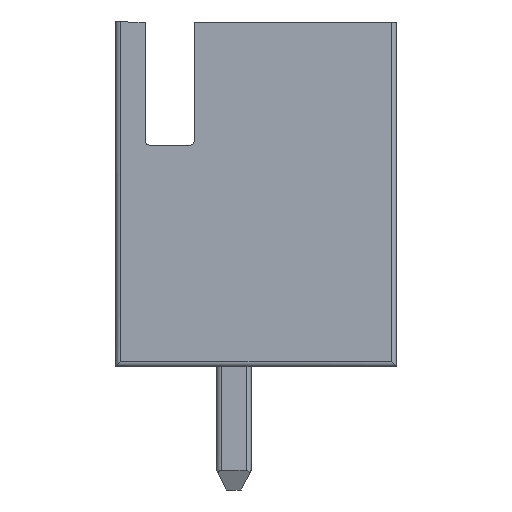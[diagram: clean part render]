
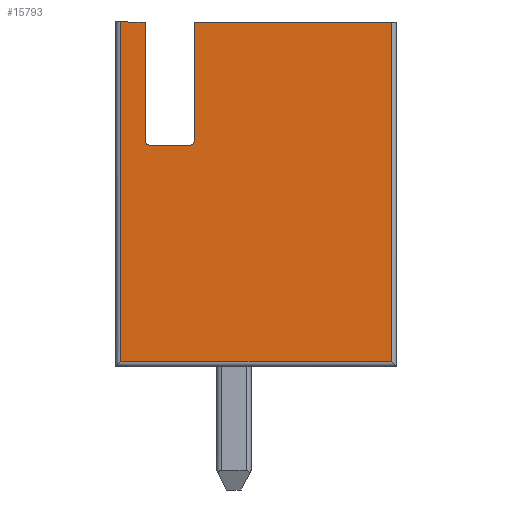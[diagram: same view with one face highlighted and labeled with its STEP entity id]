
A CAD part, left-side view. The second image highlights one B-rep face of the part: STEP entity #15793.
In plain terms, the highlighted planar face has unit normal (-1, 0, 0).
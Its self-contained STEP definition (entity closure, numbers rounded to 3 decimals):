
#607 = AXIS2_PLACEMENT_3D ( 'NONE', #8720, #4879, #13318 ) ;
#778 = DIRECTION ( 'NONE',  ( 0., 1., 0. ) ) ;
#961 = VERTEX_POINT ( 'NONE', #12685 ) ;
#1281 = EDGE_CURVE ( 'NONE', #4496, #3143, #10761, .T. ) ;
#1931 = CARTESIAN_POINT ( 'NONE',  ( -2.5, 5.1, 2.7 ) ) ;
#2067 = ORIENTED_EDGE ( 'NONE', *, *, #7597, .T. ) ;
#2205 = AXIS2_PLACEMENT_3D ( 'NONE', #14965, #9602, #6087 ) ;
#2525 = LINE ( 'NONE', #21177, #17891 ) ;
#2635 = VERTEX_POINT ( 'NONE', #11557 ) ;
#2703 = PLANE ( 'NONE',  #5714 ) ;
#2817 = ORIENTED_EDGE ( 'NONE', *, *, #3902, .T. ) ;
#2866 = ORIENTED_EDGE ( 'NONE', *, *, #15166, .T. ) ;
#3080 = DIRECTION ( 'NONE',  ( 0., 0., -1. ) ) ;
#3143 = VERTEX_POINT ( 'NONE', #10244 ) ;
#3314 = VECTOR ( 'NONE', #11570, 1000. ) ;
#3664 = EDGE_LOOP ( 'NONE', ( #2817, #19355, #18837, #21239, #20642, #10674, #2067, #2866, #14736, #20750 ) ) ;
#3753 = DIRECTION ( 'NONE',  ( 0., 0., -1. ) ) ;
#3902 = EDGE_CURVE ( 'NONE', #7287, #2635, #9568, .T. ) ;
#3977 = LINE ( 'NONE', #5438, #9391 ) ;
#4369 = CARTESIAN_POINT ( 'NONE',  ( -2.5, 5.1, -1.7 ) ) ;
#4496 = VERTEX_POINT ( 'NONE', #16333 ) ;
#4789 = DIRECTION ( 'NONE',  ( 0., -1., 0. ) ) ;
#4879 = DIRECTION ( 'NONE',  ( 1., 0., 0. ) ) ;
#5421 = EDGE_CURVE ( 'NONE', #2635, #20461, #18833, .T. ) ;
#5427 = CIRCLE ( 'NONE', #2205, 0.1 ) ;
#5438 = CARTESIAN_POINT ( 'NONE',  ( -2.5, 5., 5.2 ) ) ;
#5714 = AXIS2_PLACEMENT_3D ( 'NONE', #17652, #16181, #778 ) ;
#5767 = EDGE_CURVE ( 'NONE', #3143, #9299, #8537, .T. ) ;
#5768 = CARTESIAN_POINT ( 'NONE',  ( -2.5, 4.4, 2.7 ) ) ;
#6087 = DIRECTION ( 'NONE',  ( 0., 1., 0. ) ) ;
#6536 = EDGE_CURVE ( 'NONE', #17159, #7287, #3977, .T. ) ;
#6981 = CARTESIAN_POINT ( 'NONE',  ( -2.5, 3.6, 2.7 ) ) ;
#7205 = VERTEX_POINT ( 'NONE', #5768 ) ;
#7287 = VERTEX_POINT ( 'NONE', #9851 ) ;
#7331 = FACE_OUTER_BOUND ( 'NONE', #3664, .T. ) ;
#7597 = EDGE_CURVE ( 'NONE', #7205, #961, #5427, .T. ) ;
#7835 = DIRECTION ( 'NONE',  ( 0., 0., 1. ) ) ;
#8537 = CIRCLE ( 'NONE', #607, 0.1 ) ;
#8720 = CARTESIAN_POINT ( 'NONE',  ( -2.5, 3.6, 2.8 ) ) ;
#8800 = DIRECTION ( 'NONE',  ( 0., 1., 0. ) ) ;
#8914 = LINE ( 'NONE', #22267, #22253 ) ;
#9299 = VERTEX_POINT ( 'NONE', #6981 ) ;
#9391 = VECTOR ( 'NONE', #3753, 1000. ) ;
#9568 = LINE ( 'NONE', #4369, #3314 ) ;
#9602 = DIRECTION ( 'NONE',  ( 1., 0., 0. ) ) ;
#9851 = CARTESIAN_POINT ( 'NONE',  ( -2.5, 5., -1.7 ) ) ;
#10244 = CARTESIAN_POINT ( 'NONE',  ( -2.5, 3.5, 2.8 ) ) ;
#10674 = ORIENTED_EDGE ( 'NONE', *, *, #12997, .T. ) ;
#10761 = LINE ( 'NONE', #17921, #12857 ) ;
#11542 = CARTESIAN_POINT ( 'NONE',  ( -2.5, 5.1, 5.2 ) ) ;
#11557 = CARTESIAN_POINT ( 'NONE',  ( -2.5, -0.5, -1.7 ) ) ;
#11570 = DIRECTION ( 'NONE',  ( 0., -1., 0. ) ) ;
#11931 = CARTESIAN_POINT ( 'NONE',  ( -2.5, -0.5, 5.2 ) ) ;
#12685 = CARTESIAN_POINT ( 'NONE',  ( -2.5, 4.5, 2.8 ) ) ;
#12764 = VERTEX_POINT ( 'NONE', #19246 ) ;
#12857 = VECTOR ( 'NONE', #3080, 1000. ) ;
#12997 = EDGE_CURVE ( 'NONE', #9299, #7205, #15962, .T. ) ;
#13318 = DIRECTION ( 'NONE',  ( 0., 1., 0. ) ) ;
#13829 = DIRECTION ( 'NONE',  ( 0., -1., 0. ) ) ;
#14374 = CARTESIAN_POINT ( 'NONE',  ( -2.5, 5., 5.2 ) ) ;
#14736 = ORIENTED_EDGE ( 'NONE', *, *, #18206, .F. ) ;
#14965 = CARTESIAN_POINT ( 'NONE',  ( -2.5, 4.4, 2.8 ) ) ;
#15166 = EDGE_CURVE ( 'NONE', #961, #12764, #2525, .T. ) ;
#15241 = CARTESIAN_POINT ( 'NONE',  ( -2.5, -0.5, 5.2 ) ) ;
#15793 = ADVANCED_FACE ( 'NONE', ( #7331 ), #2703, .F. ) ;
#15962 = LINE ( 'NONE', #1931, #18242 ) ;
#16177 = VECTOR ( 'NONE', #4789, 1000. ) ;
#16181 = DIRECTION ( 'NONE',  ( 1., 0., 0. ) ) ;
#16333 = CARTESIAN_POINT ( 'NONE',  ( -2.5, 3.5, 5.2 ) ) ;
#16455 = EDGE_CURVE ( 'NONE', #4496, #20461, #8914, .T. ) ;
#17159 = VERTEX_POINT ( 'NONE', #14374 ) ;
#17652 = CARTESIAN_POINT ( 'NONE',  ( -2.5, 5.1, 5.2 ) ) ;
#17891 = VECTOR ( 'NONE', #7835, 1000. ) ;
#17921 = CARTESIAN_POINT ( 'NONE',  ( -2.5, 3.5, 5.2 ) ) ;
#18206 = EDGE_CURVE ( 'NONE', #17159, #12764, #21858, .T. ) ;
#18242 = VECTOR ( 'NONE', #8800, 1000. ) ;
#18833 = LINE ( 'NONE', #15241, #22142 ) ;
#18837 = ORIENTED_EDGE ( 'NONE', *, *, #16455, .F. ) ;
#19246 = CARTESIAN_POINT ( 'NONE',  ( -2.5, 4.5, 5.2 ) ) ;
#19355 = ORIENTED_EDGE ( 'NONE', *, *, #5421, .T. ) ;
#20409 = DIRECTION ( 'NONE',  ( 0., 0., 1. ) ) ;
#20461 = VERTEX_POINT ( 'NONE', #11931 ) ;
#20642 = ORIENTED_EDGE ( 'NONE', *, *, #5767, .T. ) ;
#20750 = ORIENTED_EDGE ( 'NONE', *, *, #6536, .T. ) ;
#21177 = CARTESIAN_POINT ( 'NONE',  ( -2.5, 4.5, 5.2 ) ) ;
#21239 = ORIENTED_EDGE ( 'NONE', *, *, #1281, .T. ) ;
#21858 = LINE ( 'NONE', #11542, #16177 ) ;
#22142 = VECTOR ( 'NONE', #20409, 1000. ) ;
#22253 = VECTOR ( 'NONE', #13829, 1000. ) ;
#22267 = CARTESIAN_POINT ( 'NONE',  ( -2.5, 5.1, 5.2 ) ) ;
